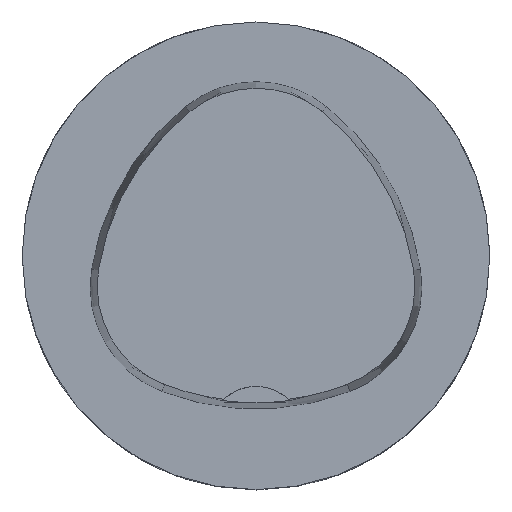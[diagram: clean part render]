
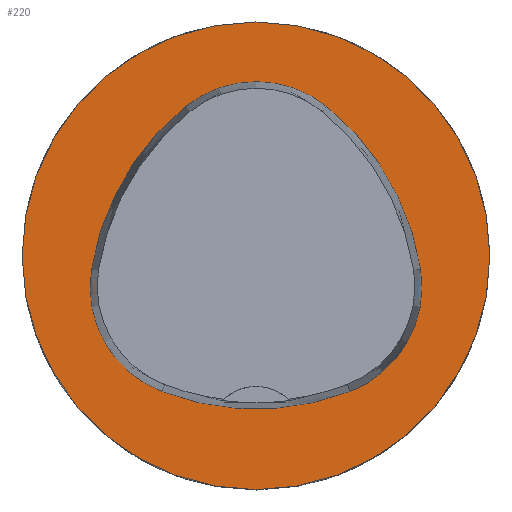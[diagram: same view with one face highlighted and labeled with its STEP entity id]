
A CAD part, top view. The second image highlights one B-rep face of the part: STEP entity #220.
In plain terms, the highlighted planar face has unit normal (0, 0, 1).
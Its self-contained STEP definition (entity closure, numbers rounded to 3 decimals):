
#220=ADVANCED_FACE('',(#427,#428),#263,.T.);
#263=PLANE('',#1232);
#427=FACE_BOUND('',#475,.T.);
#428=FACE_BOUND('',#476,.T.);
#475=EDGE_LOOP('',(#687,#688,#689,#690,#691,#692));
#476=EDGE_LOOP('',(#693));
#687=ORIENTED_EDGE('',*,*,#999,.T.);
#688=ORIENTED_EDGE('',*,*,#979,.T.);
#689=ORIENTED_EDGE('',*,*,#983,.T.);
#690=ORIENTED_EDGE('',*,*,#986,.T.);
#691=ORIENTED_EDGE('',*,*,#989,.T.);
#692=ORIENTED_EDGE('',*,*,#997,.T.);
#693=ORIENTED_EDGE('',*,*,#970,.F.);
#855=VERTEX_POINT('',#1887);
#864=VERTEX_POINT('',#1906);
#865=VERTEX_POINT('',#1907);
#868=VERTEX_POINT('',#1915);
#870=VERTEX_POINT('',#1921);
#872=VERTEX_POINT('',#1927);
#879=VERTEX_POINT('',#1948);
#970=EDGE_CURVE('',#855,#855,#1047,.T.);
#979=EDGE_CURVE('',#864,#865,#1048,.T.);
#983=EDGE_CURVE('',#865,#868,#1050,.T.);
#986=EDGE_CURVE('',#868,#870,#1052,.T.);
#989=EDGE_CURVE('',#870,#872,#1054,.T.);
#997=EDGE_CURVE('',#872,#879,#1058,.T.);
#999=EDGE_CURVE('',#879,#864,#1060,.T.);
#1047=CIRCLE('',#1204,25.);
#1048=CIRCLE('',#1210,28.);
#1050=CIRCLE('',#1213,12.);
#1052=CIRCLE('',#1216,28.);
#1054=CIRCLE('',#1219,12.);
#1058=CIRCLE('',#1224,28.);
#1060=CIRCLE('',#1227,12.);
#1204=AXIS2_PLACEMENT_3D('',#1886,#1434,#1435);
#1210=AXIS2_PLACEMENT_3D('',#1905,#1450,#1451);
#1213=AXIS2_PLACEMENT_3D('',#1914,#1458,#1459);
#1216=AXIS2_PLACEMENT_3D('',#1920,#1465,#1466);
#1219=AXIS2_PLACEMENT_3D('',#1926,#1472,#1473);
#1224=AXIS2_PLACEMENT_3D('',#1949,#1484,#1485);
#1227=AXIS2_PLACEMENT_3D('',#1952,#1490,#1491);
#1232=AXIS2_PLACEMENT_3D('',#1957,#1500,#1501);
#1434=DIRECTION('',(0.,0.,-1.));
#1435=DIRECTION('',(-1.,0.,0.));
#1450=DIRECTION('',(0.,0.,-1.));
#1451=DIRECTION('',(-1.,0.,0.));
#1458=DIRECTION('',(0.,0.,-1.));
#1459=DIRECTION('',(-1.,0.,0.));
#1465=DIRECTION('',(0.,0.,-1.));
#1466=DIRECTION('',(-1.,0.,0.));
#1472=DIRECTION('',(0.,0.,-1.));
#1473=DIRECTION('',(-1.,0.,0.));
#1484=DIRECTION('',(0.,0.,-1.));
#1485=DIRECTION('',(-1.,0.,0.));
#1490=DIRECTION('',(0.,0.,-1.));
#1491=DIRECTION('',(-1.,0.,0.));
#1500=DIRECTION('',(0.,0.,1.));
#1501=DIRECTION('',(1.,0.,0.));
#1886=CARTESIAN_POINT('',(0.,0.,
0.));
#1887=CARTESIAN_POINT('',(-25.,0.,0.));
#1905=CARTESIAN_POINT('',(10.068,-5.824,0.));
#1906=CARTESIAN_POINT('',(-17.584,-1.424,0.));
#1907=CARTESIAN_POINT('',(-7.531,15.953,0.));
#1914=CARTESIAN_POINT('',(0.011,6.62,0.));
#1915=CARTESIAN_POINT('',(7.567,15.942,0.));
#1920=CARTESIAN_POINT('',(-10.063,-5.81,0.));
#1921=CARTESIAN_POINT('',(17.59,-1.418,0.));
#1926=CARTESIAN_POINT('',(5.739,-3.3,0.));
#1927=CARTESIAN_POINT('',(10.05,-14.499,0.));
#1948=CARTESIAN_POINT('',(-10.025,-14.516,0.));
#1949=CARTESIAN_POINT('',(-0.01,11.631,0.));
#1952=CARTESIAN_POINT('',(-5.733,-3.31,0.));
#1957=CARTESIAN_POINT('',(0.,0.,
0.));
